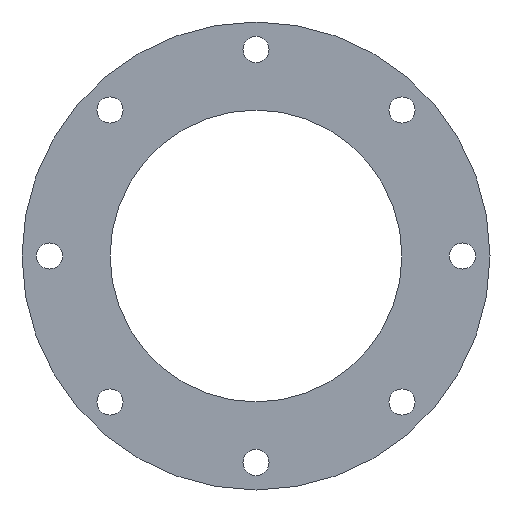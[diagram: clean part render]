
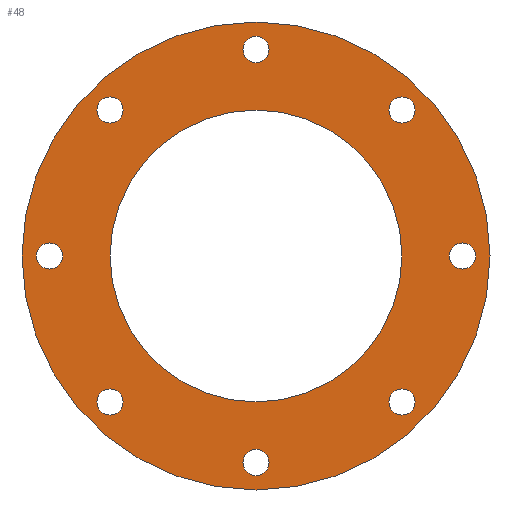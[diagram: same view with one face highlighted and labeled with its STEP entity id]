
A CAD part, left-side view. The second image highlights one B-rep face of the part: STEP entity #48.
In plain terms, the highlighted planar face has unit normal (-1, 0, 0).
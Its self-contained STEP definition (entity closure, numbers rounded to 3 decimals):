
#48 = ADVANCED_FACE( '', ( #105, #106, #107, #108, #109, #110, #111, #112, #113, #114 ), #115, .T. );
#105 = FACE_BOUND( '', #192, .T. );
#106 = FACE_BOUND( '', #193, .T. );
#107 = FACE_BOUND( '', #194, .T. );
#108 = FACE_BOUND( '', #195, .T. );
#109 = FACE_BOUND( '', #196, .T. );
#110 = FACE_BOUND( '', #197, .T. );
#111 = FACE_BOUND( '', #198, .T. );
#112 = FACE_BOUND( '', #199, .T. );
#113 = FACE_BOUND( '', #200, .T. );
#114 = FACE_OUTER_BOUND( '', #201, .T. );
#115 = PLANE( '', #202 );
#192 = EDGE_LOOP( '', ( #281 ) );
#193 = EDGE_LOOP( '', ( #282 ) );
#194 = EDGE_LOOP( '', ( #283 ) );
#195 = EDGE_LOOP( '', ( #284 ) );
#196 = EDGE_LOOP( '', ( #285 ) );
#197 = EDGE_LOOP( '', ( #286 ) );
#198 = EDGE_LOOP( '', ( #287 ) );
#199 = EDGE_LOOP( '', ( #288 ) );
#200 = EDGE_LOOP( '', ( #289 ) );
#201 = EDGE_LOOP( '', ( #290 ) );
#202 = AXIS2_PLACEMENT_3D( '', #291, #292, #293 );
#281 = ORIENTED_EDGE( '', *, *, #379, .T. );
#282 = ORIENTED_EDGE( '', *, *, #381, .T. );
#283 = ORIENTED_EDGE( '', *, *, #370, .T. );
#284 = ORIENTED_EDGE( '', *, *, #382, .T. );
#285 = ORIENTED_EDGE( '', *, *, #383, .T. );
#286 = ORIENTED_EDGE( '', *, *, #384, .T. );
#287 = ORIENTED_EDGE( '', *, *, #385, .T. );
#288 = ORIENTED_EDGE( '', *, *, #386, .T. );
#289 = ORIENTED_EDGE( '', *, *, #373, .T. );
#290 = ORIENTED_EDGE( '', *, *, #387, .F. );
#291 = CARTESIAN_POINT( '', ( 0., 85., 0. ) );
#292 = DIRECTION( '', ( -1., 0., 0. ) );
#293 = DIRECTION( '', ( 0., 0., 1. ) );
#370 = EDGE_CURVE( '', #411, #411, #412, .T. );
#373 = EDGE_CURVE( '', #416, #416, #417, .T. );
#379 = EDGE_CURVE( '', #426, #426, #427, .T. );
#381 = EDGE_CURVE( '', #429, #429, #430, .T. );
#382 = EDGE_CURVE( '', #431, #431, #432, .T. );
#383 = EDGE_CURVE( '', #433, #433, #434, .T. );
#384 = EDGE_CURVE( '', #435, #435, #436, .T. );
#385 = EDGE_CURVE( '', #437, #437, #438, .T. );
#386 = EDGE_CURVE( '', #439, #439, #440, .T. );
#387 = EDGE_CURVE( '', #441, #441, #442, .T. );
#411 = VERTEX_POINT( '', #475 );
#412 = CIRCLE( '', #476, 4.75 );
#416 = VERTEX_POINT( '', #480 );
#417 = CIRCLE( '', #481, 4.75 );
#426 = VERTEX_POINT( '', #490 );
#427 = CIRCLE( '', #491, 53. );
#429 = VERTEX_POINT( '', #493 );
#430 = CIRCLE( '', #494, 4.75 );
#431 = VERTEX_POINT( '', #495 );
#432 = CIRCLE( '', #496, 4.75 );
#433 = VERTEX_POINT( '', #497 );
#434 = CIRCLE( '', #498, 4.75 );
#435 = VERTEX_POINT( '', #499 );
#436 = CIRCLE( '', #500, 4.75 );
#437 = VERTEX_POINT( '', #501 );
#438 = CIRCLE( '', #502, 4.75 );
#439 = VERTEX_POINT( '', #503 );
#440 = CIRCLE( '', #504, 4.75 );
#441 = VERTEX_POINT( '', #505 );
#442 = CIRCLE( '', #506, 85. );
#475 = CARTESIAN_POINT( '', ( 0., 0., -79.75 ) );
#476 = AXIS2_PLACEMENT_3D( '', #539, #540, #541 );
#480 = CARTESIAN_POINT( '', ( 0., 53.033, -57.783 ) );
#481 = AXIS2_PLACEMENT_3D( '', #545, #546, #547 );
#490 = CARTESIAN_POINT( '', ( 0., 0., -53. ) );
#491 = AXIS2_PLACEMENT_3D( '', #557, #558, #559 );
#493 = CARTESIAN_POINT( '', ( 0., 75., -4.75 ) );
#494 = AXIS2_PLACEMENT_3D( '', #560, #561, #562 );
#495 = CARTESIAN_POINT( '', ( 0., -53.033, -57.783 ) );
#496 = AXIS2_PLACEMENT_3D( '', #563, #564, #565 );
#497 = CARTESIAN_POINT( '', ( 0., -75., -4.75 ) );
#498 = AXIS2_PLACEMENT_3D( '', #566, #567, #568 );
#499 = CARTESIAN_POINT( '', ( 0., -53.033, 48.283 ) );
#500 = AXIS2_PLACEMENT_3D( '', #569, #570, #571 );
#501 = CARTESIAN_POINT( '', ( 0., 0., 70.25 ) );
#502 = AXIS2_PLACEMENT_3D( '', #572, #573, #574 );
#503 = CARTESIAN_POINT( '', ( 0., 53.033, 48.283 ) );
#504 = AXIS2_PLACEMENT_3D( '', #575, #576, #577 );
#505 = CARTESIAN_POINT( '', ( 0., 0., -85. ) );
#506 = AXIS2_PLACEMENT_3D( '', #578, #579, #580 );
#539 = CARTESIAN_POINT( '', ( 0., 0., -75. ) );
#540 = DIRECTION( '', ( 1., 0., 0. ) );
#541 = DIRECTION( '', ( 0., 0., -1. ) );
#545 = CARTESIAN_POINT( '', ( 0., 53.033, -53.033 ) );
#546 = DIRECTION( '', ( 1., 0., 0. ) );
#547 = DIRECTION( '', ( 0., 0., -1. ) );
#557 = CARTESIAN_POINT( '', ( 0., 0., 0. ) );
#558 = DIRECTION( '', ( 1., 0., 0. ) );
#559 = DIRECTION( '', ( 0., 0., -1. ) );
#560 = CARTESIAN_POINT( '', ( 0., 75., 0. ) );
#561 = DIRECTION( '', ( 1., 0., 0. ) );
#562 = DIRECTION( '', ( 0., 0., -1. ) );
#563 = CARTESIAN_POINT( '', ( 0., -53.033, -53.033 ) );
#564 = DIRECTION( '', ( 1., 0., 0. ) );
#565 = DIRECTION( '', ( 0., 0., -1. ) );
#566 = CARTESIAN_POINT( '', ( 0., -75., 0. ) );
#567 = DIRECTION( '', ( 1., 0., 0. ) );
#568 = DIRECTION( '', ( 0., 0., -1. ) );
#569 = CARTESIAN_POINT( '', ( 0., -53.033, 53.033 ) );
#570 = DIRECTION( '', ( 1., 0., 0. ) );
#571 = DIRECTION( '', ( 0., 0., -1. ) );
#572 = CARTESIAN_POINT( '', ( 0., 0., 75. ) );
#573 = DIRECTION( '', ( 1., 0., 0. ) );
#574 = DIRECTION( '', ( 0., 0., -1. ) );
#575 = CARTESIAN_POINT( '', ( 0., 53.033, 53.033 ) );
#576 = DIRECTION( '', ( 1., 0., 0. ) );
#577 = DIRECTION( '', ( 0., 0., -1. ) );
#578 = CARTESIAN_POINT( '', ( 0., 0., 0. ) );
#579 = DIRECTION( '', ( 1., 0., 0. ) );
#580 = DIRECTION( '', ( 0., 0., -1. ) );
